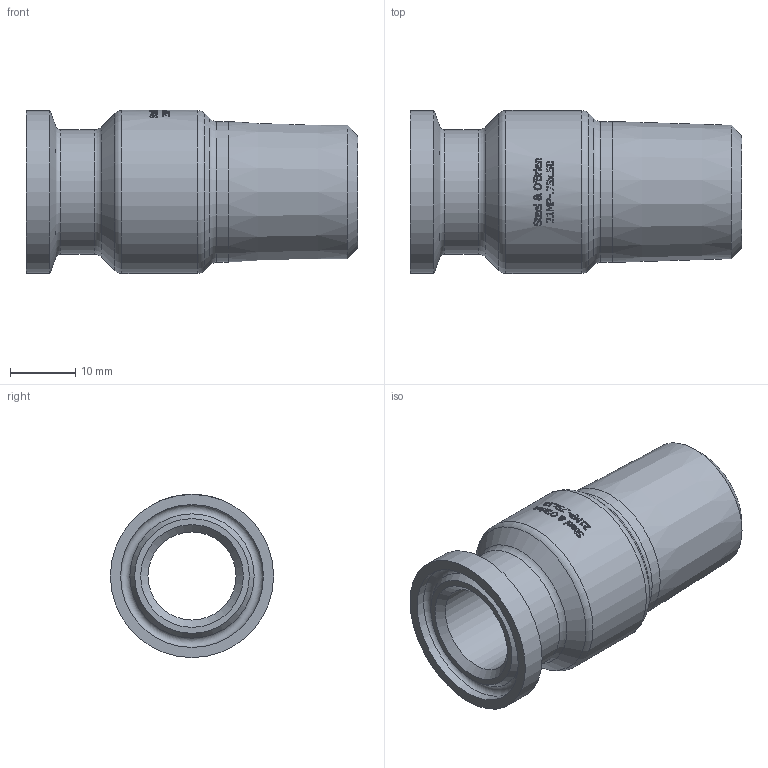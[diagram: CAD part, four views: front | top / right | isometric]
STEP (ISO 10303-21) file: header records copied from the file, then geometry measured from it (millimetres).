
FILE_DESCRIPTION(/* description */ ('.750 TC X 1/2-14 MNPT 21MP'),/* implementation_level */ '2;1');
FILE_NAME(/* name */ '21MP-.75X.50.stp',/* time_stamp */ '2019-01-31T09:14:28-05:00',/* author */ ('rick'),/* organization */ ('Steel & O''Brien Mfg. Inc.'),/* preprocessor_version */ 'ST-DEVELOPER v15.2',/* originating_system */ 'Autodesk Inventor 2014',/* authorisation */ '');
FILE_SCHEMA (('AUTOMOTIVE_DESIGN { 1 0 10303 214 3 1 1 }'));
Length unit declared in the file: inch
Products named in the file (1): AAV00740
Bounding box: 50.8 x 24.99 x 24.99 mm (x, y, z)
Volume: 12211.8 mm3; surface area: 6540.4 mm2
Topology: 1 solids, 1 shells, 397 faces, 1059 edges, 701 vertices
Faces by surface type: bspline 177, plane 165, cylinder 42, cone 7, torus 6
Full cylindrical faces by diameter (mm): 13.487 x1, 19.05 x1, 21.582 x1, 21.895 x1, 24.994 x2
Entity records: 15534 total; most frequent: CARTESIAN_POINT 6664, ORIENTED_EDGE 2078, DIRECTION 1341, EDGE_CURVE 1039, VERTEX_POINT 700, LINE 471, VECTOR 471, EDGE_LOOP 455
